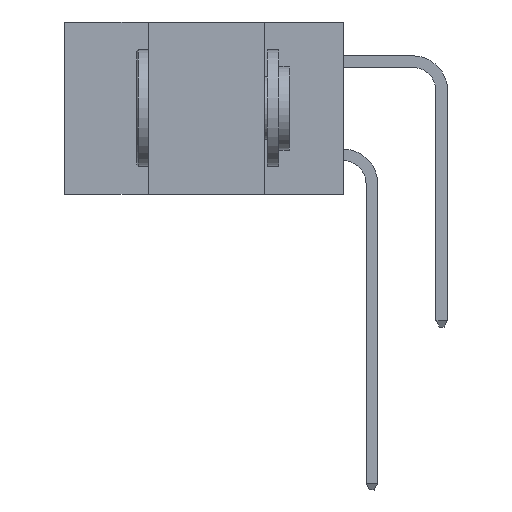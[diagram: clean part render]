
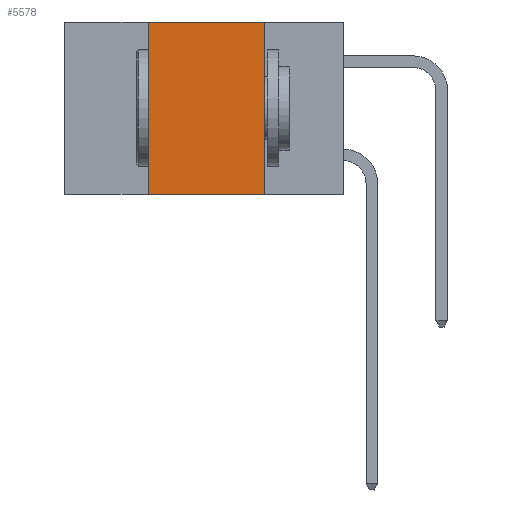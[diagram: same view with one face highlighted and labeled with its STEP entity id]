
A CAD part, left-side view. The second image highlights one B-rep face of the part: STEP entity #5578.
In plain terms, the highlighted planar face has unit normal (-1, 0, 0).
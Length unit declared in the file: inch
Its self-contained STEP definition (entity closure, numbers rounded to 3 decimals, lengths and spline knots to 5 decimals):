
#904 = DIRECTION ( 'NONE',  ( 0., 0., -1. ) ) ;
#941 = EDGE_CURVE ( 'NONE', #19577, #2229, #12916, .T. ) ;
#1119 = DIRECTION ( 'NONE',  ( 1., 0., 0. ) ) ;
#1300 = CARTESIAN_POINT ( 'NONE',  ( 0., 0.42, -0.37 ) ) ;
#2050 = LINE ( 'NONE', #12541, #18966 ) ;
#2229 = VERTEX_POINT ( 'NONE', #14283 ) ;
#2598 = ORIENTED_EDGE ( 'NONE', *, *, #6461, .F. ) ;
#2726 = PLANE ( 'NONE',  #12963 ) ;
#3111 = VECTOR ( 'NONE', #15715, 39.37008 ) ;
#4467 = DIRECTION ( 'NONE',  ( 0., -1., 0. ) ) ;
#5578 = ADVANCED_FACE ( 'NONE', ( #10719 ), #2726, .F. ) ;
#5631 = LINE ( 'NONE', #20370, #3111 ) ;
#5751 = CARTESIAN_POINT ( 'NONE',  ( 0., 0.6, 0. ) ) ;
#6348 = ORIENTED_EDGE ( 'NONE', *, *, #17975, .F. ) ;
#6461 = EDGE_CURVE ( 'NONE', #18131, #2229, #8865, .T. ) ;
#8865 = LINE ( 'NONE', #18412, #17720 ) ;
#9220 = CARTESIAN_POINT ( 'NONE',  ( 0., 0.6, -0.37 ) ) ;
#9405 = DIRECTION ( 'NONE',  ( 0., 0., 1. ) ) ;
#10719 = FACE_OUTER_BOUND ( 'NONE', #14702, .T. ) ;
#11178 = ORIENTED_EDGE ( 'NONE', *, *, #20311, .F. ) ;
#11310 = CARTESIAN_POINT ( 'NONE',  ( 0., 0.42, 0. ) ) ;
#11905 = VERTEX_POINT ( 'NONE', #11310 ) ;
#12541 = CARTESIAN_POINT ( 'NONE',  ( 0., 0.42, 0. ) ) ;
#12916 = LINE ( 'NONE', #9220, #16690 ) ;
#12963 = AXIS2_PLACEMENT_3D ( 'NONE', #5751, #1119, #15412 ) ;
#14283 = CARTESIAN_POINT ( 'NONE',  ( 0., 0.17, -0.37 ) ) ;
#14702 = EDGE_LOOP ( 'NONE', ( #2598, #11178, #6348, #14802 ) ) ;
#14802 = ORIENTED_EDGE ( 'NONE', *, *, #941, .T. ) ;
#15412 = DIRECTION ( 'NONE',  ( 0., 0., -1. ) ) ;
#15715 = DIRECTION ( 'NONE',  ( 0., -1., 0. ) ) ;
#16690 = VECTOR ( 'NONE', #4467, 39.37008 ) ;
#17720 = VECTOR ( 'NONE', #904, 39.37008 ) ;
#17975 = EDGE_CURVE ( 'NONE', #19577, #11905, #2050, .T. ) ;
#18131 = VERTEX_POINT ( 'NONE', #20648 ) ;
#18412 = CARTESIAN_POINT ( 'NONE',  ( 0., 0.17, 0. ) ) ;
#18966 = VECTOR ( 'NONE', #9405, 39.37008 ) ;
#19577 = VERTEX_POINT ( 'NONE', #1300 ) ;
#20311 = EDGE_CURVE ( 'NONE', #11905, #18131, #5631, .T. ) ;
#20370 = CARTESIAN_POINT ( 'NONE',  ( 0., 0.6, 0. ) ) ;
#20648 = CARTESIAN_POINT ( 'NONE',  ( 0., 0.17, 0. ) ) ;
